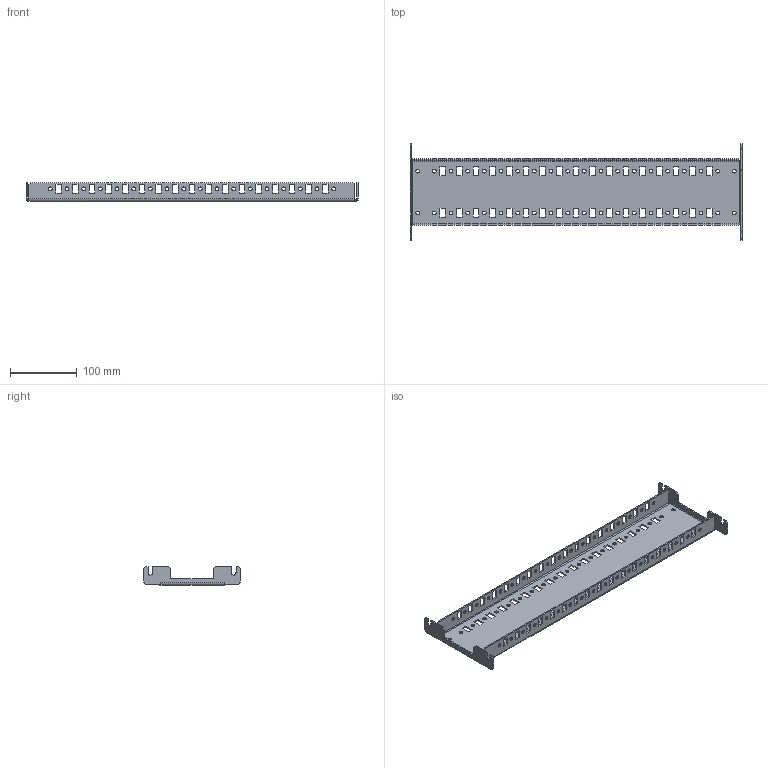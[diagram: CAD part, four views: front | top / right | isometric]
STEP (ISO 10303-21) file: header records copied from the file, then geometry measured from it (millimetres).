
FILE_DESCRIPTION(('CATIA V5 STEP Exchange'),'2;1');
FILE_NAME('EB6100.stp','2015-01-15T11:15:41+00:00',('none'),('none'),'CATIA Version 5 Release 20 SP 6 (IN-10)','CATIA V5 STEP AP203','none');
FILE_SCHEMA(('CONFIG_CONTROL_DESIGN'));
Length unit declared in the file: millimetre
Products named in the file (1): 850607_003_01_TRAVERSA_INTERMEDIA_VANO_CAVI_FIG.003____3PA
Bounding box: 498 x 145 x 28 mm (x, y, z)
Volume: 139428.7 mm3; surface area: 151317.9 mm2
Topology: 1 solids, 1 shells, 518 faces, 1516 edges, 1000 vertices
Faces by surface type: plane 354, cylinder 164
Entity records: 20978 total; most frequent: CARTESIAN_POINT 7343, ORIENTED_EDGE 3032, DIRECTION 2196, EDGE_CURVE 1516, VECTOR 1180, LINE 1180, VERTEX_POINT 1000, EDGE_LOOP 806
